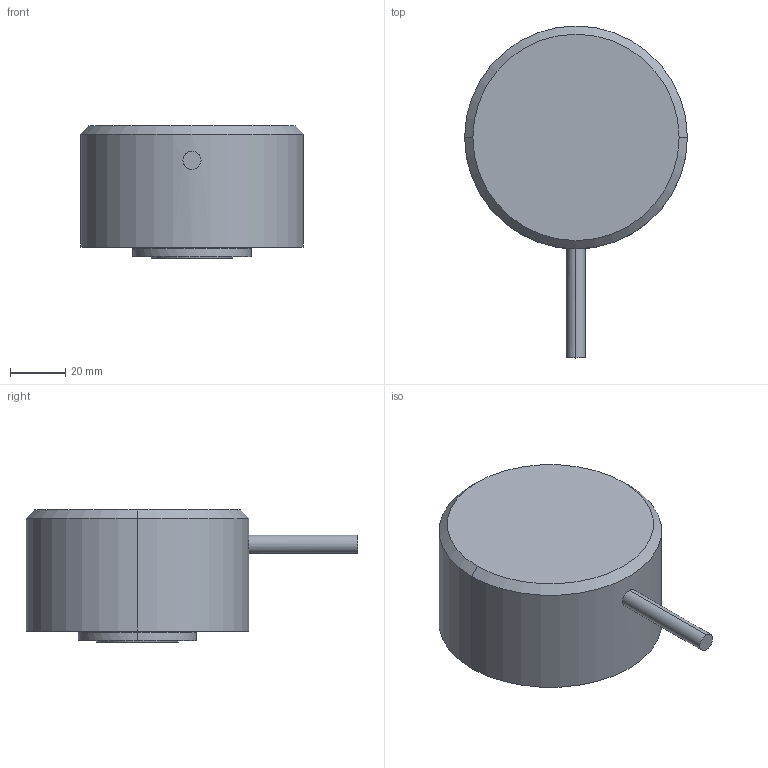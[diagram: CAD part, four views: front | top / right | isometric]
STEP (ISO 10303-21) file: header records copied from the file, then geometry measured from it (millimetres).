
FILE_DESCRIPTION (( 'STEP AP203' ), '1' );
FILE_NAME ('RS02-ip67.STEP', '2024-12-19T02:53:46', ( '' ), ( '' ), 'SwSTEP 2.0', 'SolidWorks 2022', '' );
FILE_SCHEMA (( 'CONFIG_CONTROL_DESIGN' ));
Length unit declared in the file: millimetre
Products named in the file (15): 1_2_04_670601_1.stp.STEP; 02-3D-20211009(1).stp.STEP; 1_1_06_EB673-516_1.stp.STEP; BOARD-17_1.stp.STEP; 1_2_05_QT-647_1.stp.STEP; 1_1_31_PL674-504_1.stp.STEP; 1_1_02_EB671-502_1.stp.STEP; RS02.STEP; SOLID-183013_1.stp.STEP; 1_1_04_EB672-503_1.stp.STEP; 1_1_06_EB673-524_1.stp.STEP; 1_2_06_000392_1.stp.STEP; 3_1_02_067_0020_ASM_1_ASM.stp.STEP; RS02-ip67; 零件15^RS02-ip67
Assembly tree (8 placements, depth 5):
  BOARD-17_1.stp.STEP
  1_2_05_QT-647_1.stp.STEP
  1_1_31_PL674-504_1.stp.STEP
  SOLID-183013_1.stp.STEP
  1_1_04_EB672-503_1.stp.STEP
Bounding box: 81 x 120.66 x 48 mm (x, y, z)
Volume: 39122.8 mm3; surface area: 45600.5 mm2
Topology: 5 solids, 5 shells, 230 faces, 616 edges, 405 vertices
Faces by surface type: cylinder 152, plane 47, cone 23, torus 8
Entity records: 11471 total; most frequent: CARTESIAN_POINT 4913, ORIENTED_EDGE 1232, DIRECTION 830, EDGE_CURVE 616, B_SPLINE_CURVE_WITH_KNOTS 418, VERTEX_POINT 405, AXIS2_PLACEMENT_3D 388, EDGE_LOOP 287
